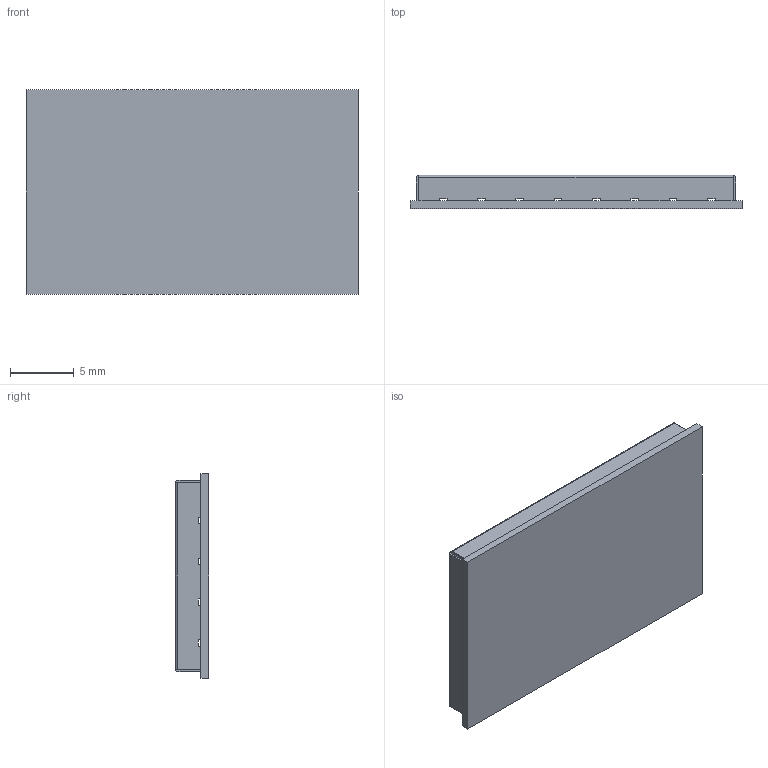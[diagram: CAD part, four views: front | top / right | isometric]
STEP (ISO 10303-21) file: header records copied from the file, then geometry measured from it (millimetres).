
FILE_DESCRIPTION (( 'STEP AP214' ), '1' );
FILE_NAME ('User Library-Ublox.STEP', '2021-04-26T06:54:28', ( '' ), ( '' ), 'SwSTEP 2.0', 'SolidWorks 2020', '' );
FILE_SCHEMA (( 'AUTOMOTIVE_DESIGN' ));
Length unit declared in the file: millimetre
Products named in the file (1): User Library-Ublox
Bounding box: 26 x 2.6 x 16 mm (x, y, z)
Volume: 326.5 mm3; surface area: 1923.9 mm2
Topology: 2 solids, 2 shells, 140 faces, 376 edges, 240 vertices
Faces by surface type: plane 132, cylinder 8
Entity records: 4369 total; most frequent: CARTESIAN_POINT 757, ORIENTED_EDGE 752, DIRECTION 674, EDGE_CURVE 376, LINE 360, VECTOR 360, VERTEX_POINT 240, AXIS2_PLACEMENT_3D 157
